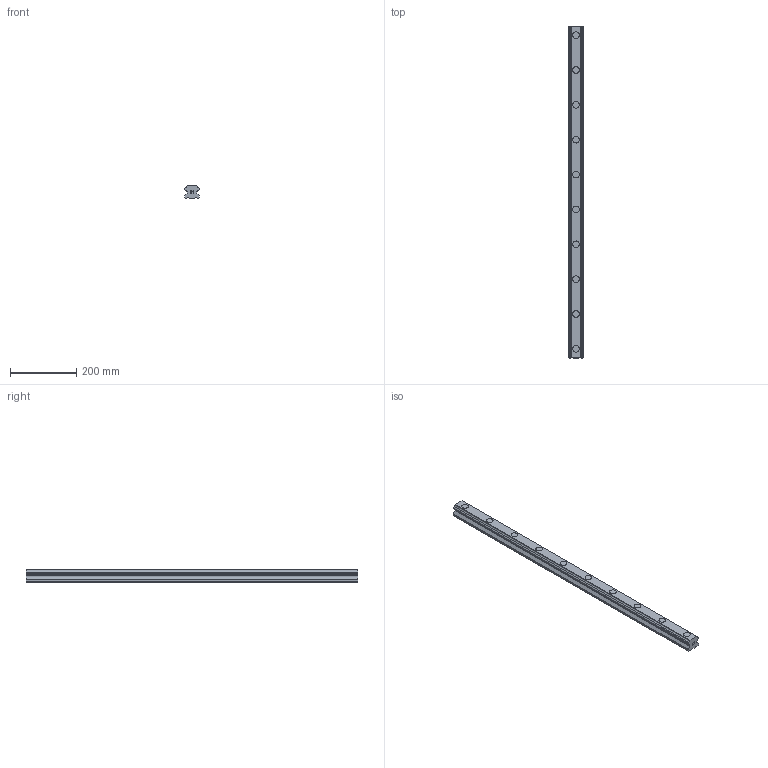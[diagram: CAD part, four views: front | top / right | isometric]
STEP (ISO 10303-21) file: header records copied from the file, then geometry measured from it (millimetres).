
FILE_DESCRIPTION(/* description */ ('Alibre Inc.'),/* implementation_level */ '2;1');
FILE_NAME(/* name */ 'export-85D7D513-1356-4B22-99F5-3A2431039FB0',/* time_stamp */ '2019-12-20T15:36:44+01:00',/* author */ (''),/* organization */ (''),/* preprocessor_version */ 'ST-DEVELOPER v17',/* originating_system */ 'Alibre',/* authorisation */ '');
FILE_SCHEMA (('AUTOMOTIVE_DESIGN'));
Length unit declared in the file: millimetre
Bounding box: 45 x 1000 x 38 mm (x, y, z)
Volume: 1341365.2 mm3; surface area: 196883.8 mm2
Topology: 1 solids, 1 shells, 187 faces, 453 edges, 302 vertices
Faces by surface type: plane 123, cylinder 64
Entity records: 5568 total; most frequent: CARTESIAN_POINT 942, ORIENTED_EDGE 906, DIRECTION 832, EDGE_CURVE 453, VECTOR 325, LINE 325, AXIS2_PLACEMENT_3D 315, VERTEX_POINT 302
